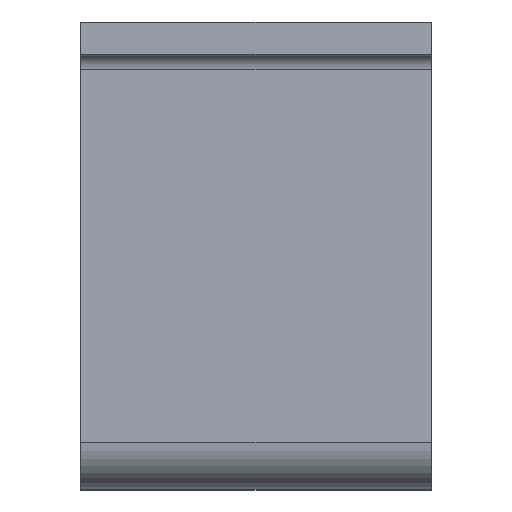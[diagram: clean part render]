
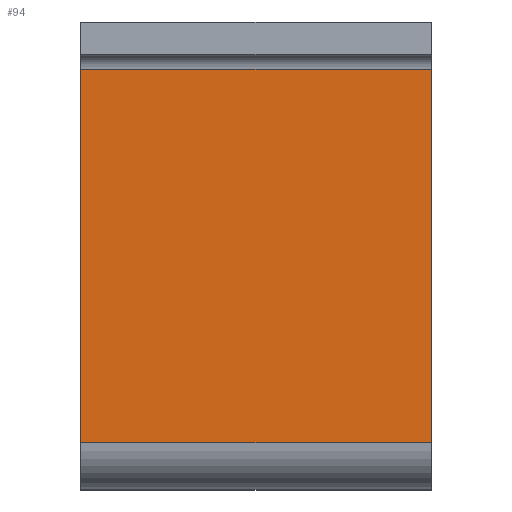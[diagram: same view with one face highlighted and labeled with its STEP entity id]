
A CAD part, top view. The second image highlights one B-rep face of the part: STEP entity #94.
In plain terms, the highlighted planar face has unit normal (0, 0, 1).
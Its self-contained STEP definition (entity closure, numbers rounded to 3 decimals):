
#18 = EDGE_CURVE ( 'NONE', #331, #688, #524, .T. ) ;
#28 = CARTESIAN_POINT ( 'NONE',  ( -17.5, -2.337, -10.737 ) ) ;
#52 = DIRECTION ( 'NONE',  ( 0., -1., 0. ) ) ;
#60 = CARTESIAN_POINT ( 'NONE',  ( 0., -21., -10.737 ) ) ;
#73 = CARTESIAN_POINT ( 'NONE',  ( -17.5, -21., -10.737 ) ) ;
#78 = DIRECTION ( 'NONE',  ( 0., 0., 1. ) ) ;
#87 = EDGE_LOOP ( 'NONE', ( #283, #171, #824, #664 ) ) ;
#90 = AXIS2_PLACEMENT_3D ( 'NONE', #667, #78, #536 ) ;
#94 = ADVANCED_FACE ( 'NONE', ( #732 ), #405, .T. ) ;
#113 = LINE ( 'NONE', #566, #118 ) ;
#118 = VECTOR ( 'NONE', #52, 1000. ) ;
#131 = DIRECTION ( 'NONE',  ( 0., 1., 0. ) ) ;
#171 = ORIENTED_EDGE ( 'NONE', *, *, #592, .F. ) ;
#221 = CARTESIAN_POINT ( 'NONE',  ( -17.5, -2.337, -10.737 ) ) ;
#269 = DIRECTION ( 'NONE',  ( -1., 0., 0. ) ) ;
#283 = ORIENTED_EDGE ( 'NONE', *, *, #833, .F. ) ;
#331 = VERTEX_POINT ( 'NONE', #60 ) ;
#405 = PLANE ( 'NONE',  #90 ) ;
#464 = EDGE_CURVE ( 'NONE', #688, #568, #735, .T. ) ;
#471 = VECTOR ( 'NONE', #269, 1000. ) ;
#524 = LINE ( 'NONE', #73, #471 ) ;
#536 = DIRECTION ( 'NONE',  ( 0., -1., 0. ) ) ;
#546 = DIRECTION ( 'NONE',  ( 1., 0., 0. ) ) ;
#566 = CARTESIAN_POINT ( 'NONE',  ( 0., -21., -10.737 ) ) ;
#568 = VERTEX_POINT ( 'NONE', #221 ) ;
#569 = CARTESIAN_POINT ( 'NONE',  ( 0., -2.337, -10.737 ) ) ;
#582 = VECTOR ( 'NONE', #131, 1000. ) ;
#592 = EDGE_CURVE ( 'NONE', #568, #809, #822, .T. ) ;
#598 = VECTOR ( 'NONE', #546, 1000. ) ;
#626 = CARTESIAN_POINT ( 'NONE',  ( -17.5, -21., -10.737 ) ) ;
#664 = ORIENTED_EDGE ( 'NONE', *, *, #18, .F. ) ;
#667 = CARTESIAN_POINT ( 'NONE',  ( 0., 0., -10.737 ) ) ;
#688 = VERTEX_POINT ( 'NONE', #626 ) ;
#722 = CARTESIAN_POINT ( 'NONE',  ( -17.5, -1.6, -10.737 ) ) ;
#732 = FACE_OUTER_BOUND ( 'NONE', #87, .T. ) ;
#735 = LINE ( 'NONE', #722, #582 ) ;
#809 = VERTEX_POINT ( 'NONE', #569 ) ;
#822 = LINE ( 'NONE', #28, #598 ) ;
#824 = ORIENTED_EDGE ( 'NONE', *, *, #464, .F. ) ;
#833 = EDGE_CURVE ( 'NONE', #809, #331, #113, .T. ) ;
